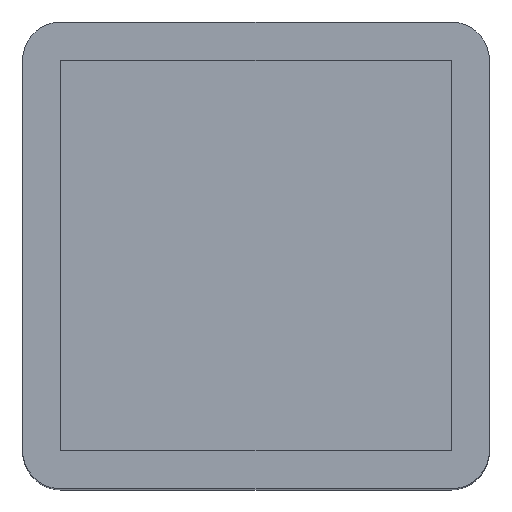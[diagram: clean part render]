
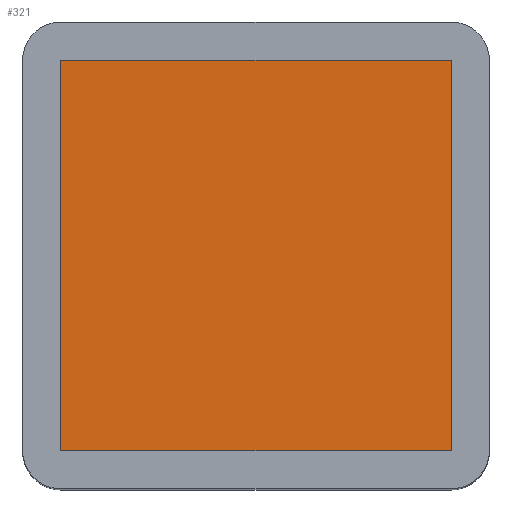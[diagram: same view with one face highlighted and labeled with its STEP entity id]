
A CAD part, top view. The second image highlights one B-rep face of the part: STEP entity #321.
In plain terms, the highlighted planar face has unit normal (0, 0, 1).
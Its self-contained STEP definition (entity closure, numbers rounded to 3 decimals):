
#230 = VERTEX_POINT('',#231);
#231 = CARTESIAN_POINT('',(25.5,-25.5,0.));
#239 = VERTEX_POINT('',#240);
#240 = CARTESIAN_POINT('',(25.5,25.5,0.));
#246 = EDGE_CURVE('',#230,#239,#247,.T.);
#247 = LINE('',#248,#249);
#248 = CARTESIAN_POINT('',(25.5,-25.5,0.));
#249 = VECTOR('',#250,1.);
#250 = DIRECTION('',(0.,1.,0.));
#263 = VERTEX_POINT('',#264);
#264 = CARTESIAN_POINT('',(-25.5,25.5,0.));
#270 = EDGE_CURVE('',#239,#263,#271,.T.);
#271 = LINE('',#272,#273);
#272 = CARTESIAN_POINT('',(25.5,25.5,0.));
#273 = VECTOR('',#274,1.);
#274 = DIRECTION('',(-1.,0.,0.));
#287 = VERTEX_POINT('',#288);
#288 = CARTESIAN_POINT('',(-25.5,-25.5,0.));
#294 = EDGE_CURVE('',#263,#287,#295,.T.);
#295 = LINE('',#296,#297);
#296 = CARTESIAN_POINT('',(-25.5,25.5,0.));
#297 = VECTOR('',#298,1.);
#298 = DIRECTION('',(0.,-1.,0.));
#311 = EDGE_CURVE('',#287,#230,#312,.T.);
#312 = LINE('',#313,#314);
#313 = CARTESIAN_POINT('',(-25.5,-25.5,0.));
#314 = VECTOR('',#315,1.);
#315 = DIRECTION('',(1.,0.,0.));
#321 = ADVANCED_FACE('',(#322),#328,.T.);
#322 = FACE_BOUND('',#323,.T.);
#323 = EDGE_LOOP('',(#324,#325,#326,#327));
#324 = ORIENTED_EDGE('',*,*,#311,.T.);
#325 = ORIENTED_EDGE('',*,*,#246,.T.);
#326 = ORIENTED_EDGE('',*,*,#270,.T.);
#327 = ORIENTED_EDGE('',*,*,#294,.T.);
#328 = PLANE('',#329);
#329 = AXIS2_PLACEMENT_3D('',#330,#331,#332);
#330 = CARTESIAN_POINT('',(0.,0.,0.));
#331 = DIRECTION('',(0.,0.,1.));
#332 = DIRECTION('',(1.,0.,0.));
